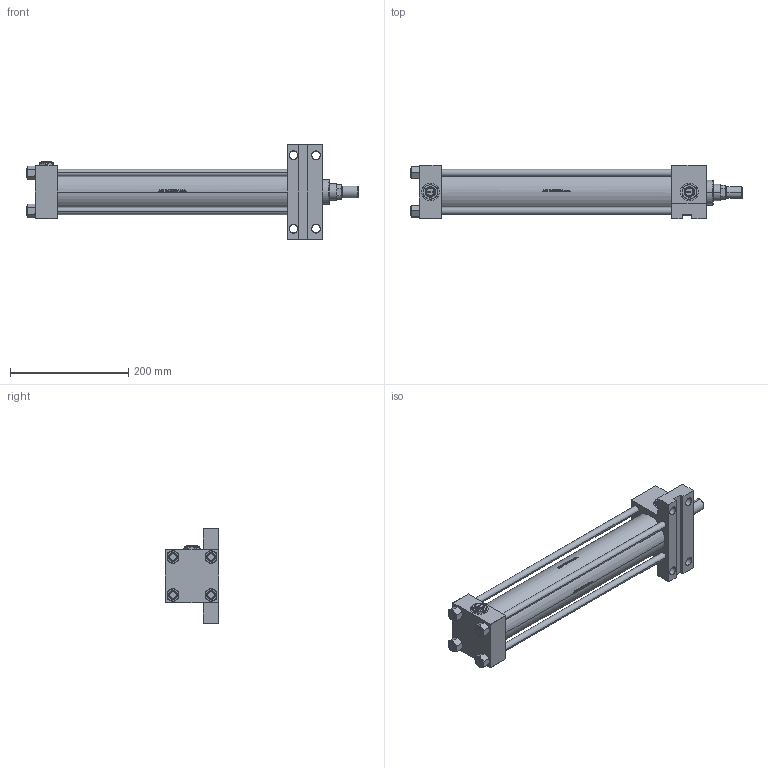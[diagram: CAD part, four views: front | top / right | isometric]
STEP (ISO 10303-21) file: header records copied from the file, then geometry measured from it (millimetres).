
FILE_DESCRIPTION (( 'STEP AP203' ), '1' );
FILE_NAME ('f27c.STEP', '2023-08-23T14:38:59', ( '' ), ( '' ), 'SwSTEP 2.0', 'SolidWorks 2019', '' );
FILE_SCHEMA (( 'CONFIG_CONTROL_DESIGN' ));
Length unit declared in the file: millimetre
Products named in the file (8): Zatka_pro_OIL_PORT 77d3dd6c19d8f5015fd0edd06ccb384f; V215CR_VCP_F 77d3dd6c19d8f5015fd0edd06ccb384f; NUT_M5_F 77d3dd6c19d8f5015fd0edd06ccb384f; f27c; V215_VC_A 77d3dd6c19d8f5015fd0edd06ccb384f; ROD_END_AH 77d3dd6c19d8f5015fd0edd06ccb384f; V215CR_F_Body 77d3dd6c19d8f5015fd0edd06ccb384f; V215CR_F_TYCINKA 77d3dd6c19d8f5015fd0edd06ccb384f
Assembly tree (14 placements, depth 2):
  f27c
    V215CR_F_Body 77d3dd6c19d8f5015fd0edd06ccb384f
    V215CR_VCP_F 77d3dd6c19d8f5015fd0edd06ccb384f
    V215CR_F_TYCINKA 77d3dd6c19d8f5015fd0edd06ccb384f  x4
    NUT_M5_F 77d3dd6c19d8f5015fd0edd06ccb384f  x4
    V215_VC_A 77d3dd6c19d8f5015fd0edd06ccb384f
    ROD_END_AH 77d3dd6c19d8f5015fd0edd06ccb384f
    Zatka_pro_OIL_PORT 77d3dd6c19d8f5015fd0edd06ccb384f  x2
Bounding box: 561 x 90 x 160 mm (x, y, z)
Volume: 1588802.4 mm3; surface area: 416827.2 mm2
Topology: 14 solids, 14 shells, 1217 faces, 2985 edges, 1919 vertices
Faces by surface type: plane 489, bspline 380, cone 198, cylinder 140, torus 10
Entity records: 50095 total; most frequent: CARTESIAN_POINT 26592, ORIENTED_EDGE 5270, DIRECTION 3426, EDGE_CURVE 2635, VERTEX_POINT 1717, LINE 1334, VECTOR 1334, EDGE_LOOP 1200
